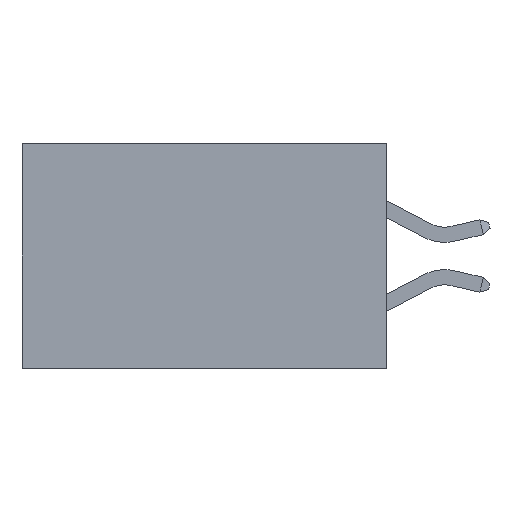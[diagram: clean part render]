
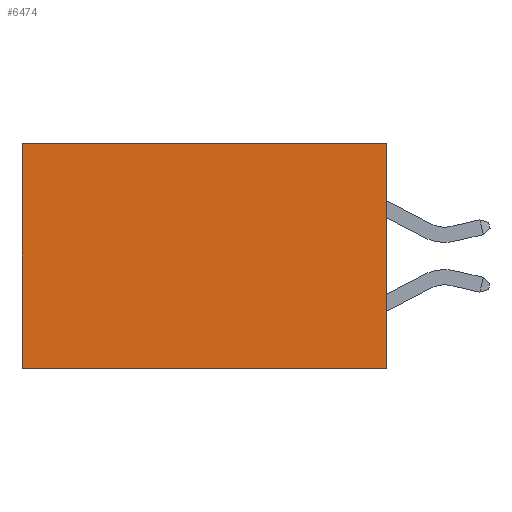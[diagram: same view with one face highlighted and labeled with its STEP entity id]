
A CAD part, left-side view. The second image highlights one B-rep face of the part: STEP entity #6474.
In plain terms, the highlighted planar face has unit normal (-1, 0, 0).
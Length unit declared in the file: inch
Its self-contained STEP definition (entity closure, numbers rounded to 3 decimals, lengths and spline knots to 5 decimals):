
#189 = VERTEX_POINT ( 'NONE', #4603 ) ;
#4258 = LINE ( 'NONE', #9426, #8097 ) ;
#4603 = CARTESIAN_POINT ( 'NONE',  ( 0.298, 0.6, -0.37 ) ) ;
#5330 = FACE_OUTER_BOUND ( 'NONE', #7081, .T. ) ;
#5454 = CARTESIAN_POINT ( 'NONE',  ( 0.298, 0., -0.37 ) ) ;
#6474 = ADVANCED_FACE ( 'NONE', ( #5330 ), #14205, .F. ) ;
#6789 = VECTOR ( 'NONE', #11342, 39.37008 ) ;
#7081 = EDGE_LOOP ( 'NONE', ( #15204, #11620, #17993, #11353 ) ) ;
#7595 = LINE ( 'NONE', #5454, #11381 ) ;
#8097 = VECTOR ( 'NONE', #9590, 39.37008 ) ;
#8794 = DIRECTION ( 'NONE',  ( 0., 0., -1. ) ) ;
#9426 = CARTESIAN_POINT ( 'NONE',  ( 0.298, 0., 0. ) ) ;
#9590 = DIRECTION ( 'NONE',  ( 0., 0., -1. ) ) ;
#9762 = CARTESIAN_POINT ( 'NONE',  ( 0.298, 0.6, 0. ) ) ;
#10056 = VECTOR ( 'NONE', #10310, 39.37008 ) ;
#10310 = DIRECTION ( 'NONE',  ( 0., 1., 0. ) ) ;
#10566 = LINE ( 'NONE', #18721, #10056 ) ;
#10644 = VERTEX_POINT ( 'NONE', #16785 ) ;
#11211 = EDGE_CURVE ( 'NONE', #16592, #10644, #4258, .T. ) ;
#11261 = CARTESIAN_POINT ( 'NONE',  ( 0.298, 0., 0. ) ) ;
#11342 = DIRECTION ( 'NONE',  ( 0., 0., -1. ) ) ;
#11353 = ORIENTED_EDGE ( 'NONE', *, *, #18986, .T. ) ;
#11381 = VECTOR ( 'NONE', #20466, 39.37008 ) ;
#11620 = ORIENTED_EDGE ( 'NONE', *, *, #16170, .F. ) ;
#11666 = DIRECTION ( 'NONE',  ( 1., 0., 0. ) ) ;
#11783 = CARTESIAN_POINT ( 'NONE',  ( 0.298, 0., 0. ) ) ;
#12995 = VERTEX_POINT ( 'NONE', #17213 ) ;
#14205 = PLANE ( 'NONE',  #14660 ) ;
#14660 = AXIS2_PLACEMENT_3D ( 'NONE', #11783, #11666, #8794 ) ;
#15204 = ORIENTED_EDGE ( 'NONE', *, *, #18019, .T. ) ;
#16170 = EDGE_CURVE ( 'NONE', #10644, #189, #7595, .T. ) ;
#16592 = VERTEX_POINT ( 'NONE', #11261 ) ;
#16785 = CARTESIAN_POINT ( 'NONE',  ( 0.298, 0., -0.37 ) ) ;
#17213 = CARTESIAN_POINT ( 'NONE',  ( 0.298, 0.6, 0. ) ) ;
#17993 = ORIENTED_EDGE ( 'NONE', *, *, #11211, .F. ) ;
#18019 = EDGE_CURVE ( 'NONE', #12995, #189, #20104, .T. ) ;
#18721 = CARTESIAN_POINT ( 'NONE',  ( 0.298, 0., 0. ) ) ;
#18986 = EDGE_CURVE ( 'NONE', #16592, #12995, #10566, .T. ) ;
#20104 = LINE ( 'NONE', #9762, #6789 ) ;
#20466 = DIRECTION ( 'NONE',  ( 0., 1., 0. ) ) ;
